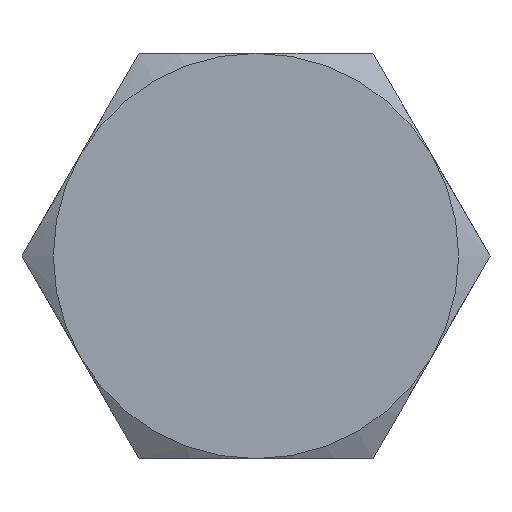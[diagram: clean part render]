
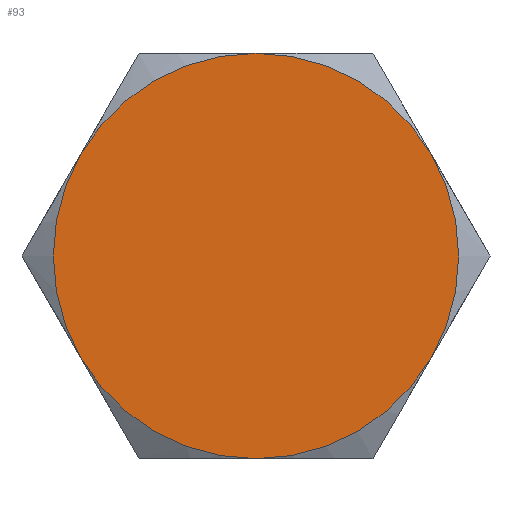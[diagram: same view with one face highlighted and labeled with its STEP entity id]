
A CAD part, left-side view. The second image highlights one B-rep face of the part: STEP entity #93.
In plain terms, the highlighted planar face has unit normal (-1, 0, 0).
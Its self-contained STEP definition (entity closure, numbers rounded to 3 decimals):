
#6 = CARTESIAN_POINT ( 'NONE',  ( 0., 4.33, -2.5 ) ) ;
#15 = EDGE_CURVE ( 'NONE', #563, #70, #570, .T. ) ;
#29 = CARTESIAN_POINT ( 'NONE',  ( 0., 4.33, 2.5 ) ) ;
#38 = AXIS2_PLACEMENT_3D ( 'NONE', #298, #402, #136 ) ;
#45 = ORIENTED_EDGE ( 'NONE', *, *, #675, .F. ) ;
#53 = CARTESIAN_POINT ( 'NONE',  ( 0., -4.33, 2.5 ) ) ;
#69 = CIRCLE ( 'NONE', #110, 5. ) ;
#70 = VERTEX_POINT ( 'NONE', #29 ) ;
#80 = CARTESIAN_POINT ( 'NONE',  ( 0., -4.33, -2.5 ) ) ;
#83 = CARTESIAN_POINT ( 'NONE',  ( 0., 0., 0. ) ) ;
#93 = ADVANCED_FACE ( 'NONE', ( #698 ), #548, .F. ) ;
#105 = ORIENTED_EDGE ( 'NONE', *, *, #239, .F. ) ;
#110 = AXIS2_PLACEMENT_3D ( 'NONE', #139, #299, #526 ) ;
#125 = VERTEX_POINT ( 'NONE', #53 ) ;
#136 = DIRECTION ( 'NONE',  ( 0., 0., -1. ) ) ;
#139 = CARTESIAN_POINT ( 'NONE',  ( 0., 0., 0. ) ) ;
#170 = AXIS2_PLACEMENT_3D ( 'NONE', #455, #573, #287 ) ;
#196 = AXIS2_PLACEMENT_3D ( 'NONE', #199, #588, #251 ) ;
#199 = CARTESIAN_POINT ( 'NONE',  ( 0., 0., 0. ) ) ;
#210 = CARTESIAN_POINT ( 'NONE',  ( 0., 0., 0. ) ) ;
#239 = EDGE_CURVE ( 'NONE', #540, #70, #491, .T. ) ;
#242 = EDGE_LOOP ( 'NONE', ( #282, #650, #424, #45, #547, #105 ) ) ;
#250 = CIRCLE ( 'NONE', #623, 5. ) ;
#251 = DIRECTION ( 'NONE',  ( 0., 0., -1. ) ) ;
#270 = DIRECTION ( 'NONE',  ( 0., 0., -1. ) ) ;
#282 = ORIENTED_EDGE ( 'NONE', *, *, #658, .F. ) ;
#287 = DIRECTION ( 'NONE',  ( 0., 0., -1. ) ) ;
#298 = CARTESIAN_POINT ( 'NONE',  ( 0., 0., 0. ) ) ;
#299 = DIRECTION ( 'NONE',  ( 1., 0., 0. ) ) ;
#321 = CIRCLE ( 'NONE', #196, 5. ) ;
#325 = CIRCLE ( 'NONE', #38, 5. ) ;
#349 = AXIS2_PLACEMENT_3D ( 'NONE', #210, #702, #710 ) ;
#361 = CARTESIAN_POINT ( 'NONE',  ( 0., 0., 5. ) ) ;
#383 = CARTESIAN_POINT ( 'NONE',  ( 0., 5.774, 0. ) ) ;
#402 = DIRECTION ( 'NONE',  ( 1., 0., 0. ) ) ;
#424 = ORIENTED_EDGE ( 'NONE', *, *, #572, .F. ) ;
#425 = EDGE_CURVE ( 'NONE', #433, #637, #69, .T. ) ;
#433 = VERTEX_POINT ( 'NONE', #80 ) ;
#455 = CARTESIAN_POINT ( 'NONE',  ( 0., 0., 0. ) ) ;
#491 = CIRCLE ( 'NONE', #170, 5. ) ;
#526 = DIRECTION ( 'NONE',  ( 0., 0., -1. ) ) ;
#540 = VERTEX_POINT ( 'NONE', #6 ) ;
#547 = ORIENTED_EDGE ( 'NONE', *, *, #15, .T. ) ;
#548 = PLANE ( 'NONE',  #648 ) ;
#563 = VERTEX_POINT ( 'NONE', #361 ) ;
#570 = CIRCLE ( 'NONE', #349, 5. ) ;
#572 = EDGE_CURVE ( 'NONE', #125, #433, #321, .T. ) ;
#573 = DIRECTION ( 'NONE',  ( 1., 0., 0. ) ) ;
#588 = DIRECTION ( 'NONE',  ( 1., 0., 0. ) ) ;
#623 = AXIS2_PLACEMENT_3D ( 'NONE', #83, #631, #635 ) ;
#631 = DIRECTION ( 'NONE',  ( 1., 0., 0. ) ) ;
#635 = DIRECTION ( 'NONE',  ( 0., 0., -1. ) ) ;
#637 = VERTEX_POINT ( 'NONE', #728 ) ;
#648 = AXIS2_PLACEMENT_3D ( 'NONE', #383, #719, #270 ) ;
#650 = ORIENTED_EDGE ( 'NONE', *, *, #425, .F. ) ;
#658 = EDGE_CURVE ( 'NONE', #637, #540, #325, .T. ) ;
#675 = EDGE_CURVE ( 'NONE', #563, #125, #250, .T. ) ;
#698 = FACE_OUTER_BOUND ( 'NONE', #242, .T. ) ;
#702 = DIRECTION ( 'NONE',  ( -1., 0., 0. ) ) ;
#710 = DIRECTION ( 'NONE',  ( 0., 0., 1. ) ) ;
#719 = DIRECTION ( 'NONE',  ( 1., 0., 0. ) ) ;
#728 = CARTESIAN_POINT ( 'NONE',  ( 0., 0., -5. ) ) ;
